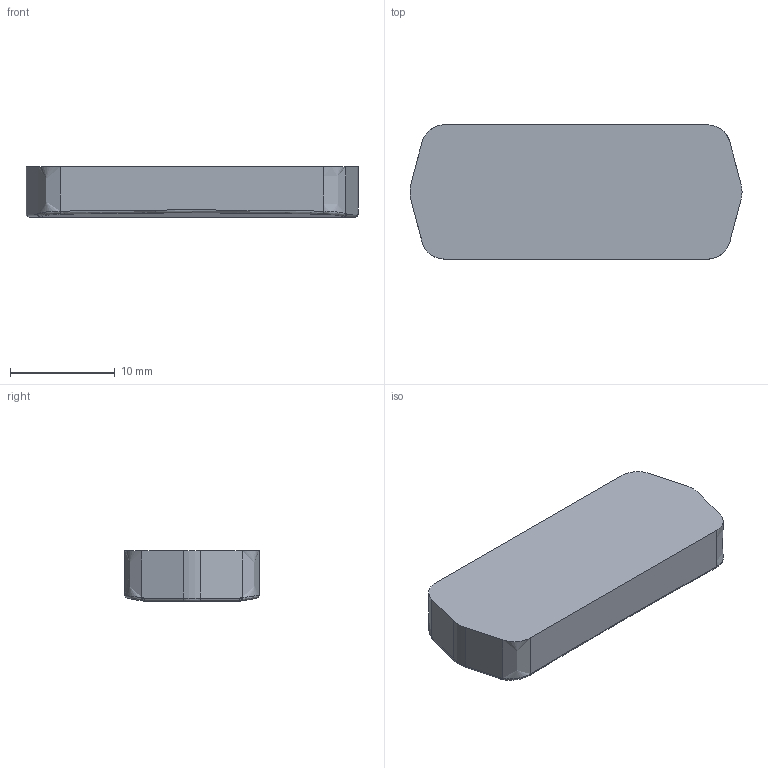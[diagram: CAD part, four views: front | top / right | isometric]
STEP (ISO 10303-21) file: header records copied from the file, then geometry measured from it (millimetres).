
FILE_DESCRIPTION((''),'2;1');
FILE_NAME('CAD-8490','2022-07-20T09:21:37',('creinig-se'),(''),'CREO PARAMETRIC BY PTC INC, 2019292','CREO PARAMETRIC BY PTC INC, 2019292','');
FILE_SCHEMA(('CONFIG_CONTROL_DESIGN','SHAPE_APPEARANCE_LAYERS_GROUPS'));
Length unit declared in the file: millimetre
Products named in the file (1): CAD-8490
Bounding box: 31.66 x 12.8 x 4.8 mm (x, y, z)
Volume: 1813 mm3; surface area: 1129.3 mm2
Topology: 1 solids, 1 shells, 38 faces, 90 edges, 54 vertices
Faces by surface type: bspline 11, cylinder 11, plane 8, torus 5, extrusion 3
Entity records: 2028 total; most frequent: CARTESIAN_POINT 862, ORIENTED_EDGE 180, DIRECTION 140, PRESENTATION_STYLE_ASSIGNMENT 91, STYLED_ITEM 91, CURVE_STYLE 90, EDGE_CURVE 90, VERTEX_POINT 54
